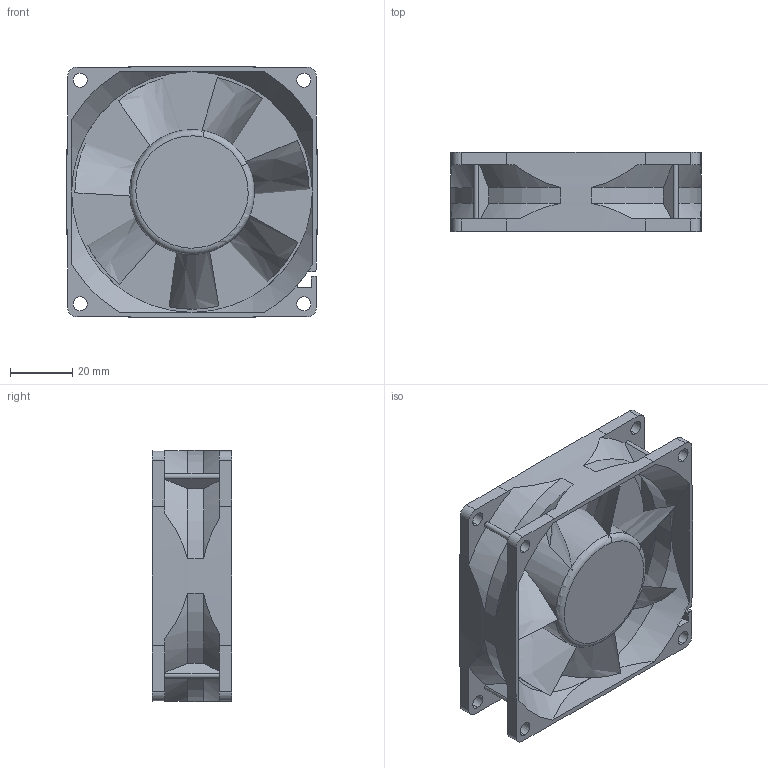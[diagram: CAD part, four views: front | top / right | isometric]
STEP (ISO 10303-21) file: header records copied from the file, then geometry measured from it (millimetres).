
FILE_DESCRIPTION((''),'2;1');
FILE_NAME('ASM0008_ASM','2012-11-19T',('Sunny.s.tsai'),(''),'PRO/ENGINEER BY PARAMETRIC TECHNOLOGY CORPORATION, 2007450','PRO/ENGINEER BY PARAMETRIC TECHNOLOGY CORPORATION, 2007450','');
FILE_SCHEMA(('CONFIG_CONTROL_DESIGN'));
Length unit declared in the file: millimetre
Products named in the file (3): 410003750011; 6038; ASM0008_ASM
Assembly tree (2 placements, depth 2):
  ASM0008_ASM
    410003750011
    6038
Bounding box: 80.26 x 25.4 x 80.39 mm (x, y, z)
Volume: 74982.2 mm3; surface area: 40927.7 mm2
Topology: 2 solids, 2 shells, 282 faces, 768 edges, 494 vertices
Faces by surface type: plane 118, cylinder 101, cone 35, torus 14, bspline 14
Entity records: 9804 total; most frequent: CARTESIAN_POINT 2602, ORIENTED_EDGE 1536, DIRECTION 1475, EDGE_CURVE 768, AXIS2_PLACEMENT_3D 562, VERTEX_POINT 494, VECTOR 351, LINE 351
